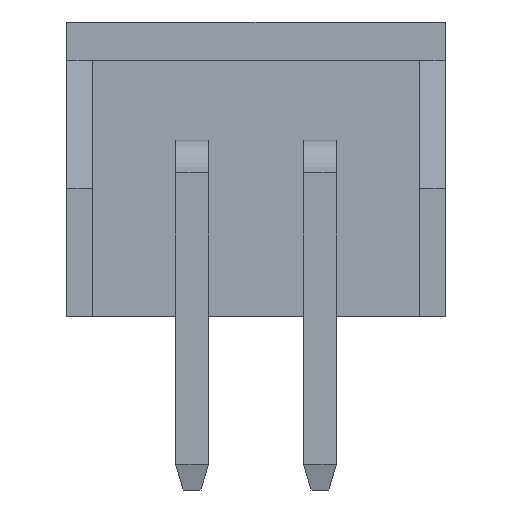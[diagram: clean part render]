
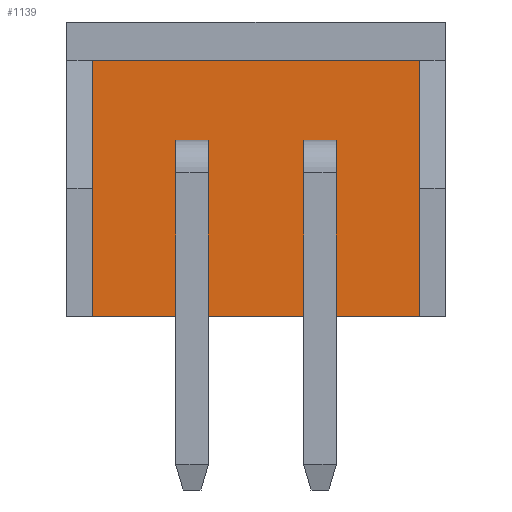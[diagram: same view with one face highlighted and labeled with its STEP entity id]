
A CAD part, front view. The second image highlights one B-rep face of the part: STEP entity #1139.
In plain terms, the highlighted planar face has unit normal (0, -1, 0).
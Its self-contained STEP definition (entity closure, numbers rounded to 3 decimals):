
#980 = VERTEX_POINT('',#981);
#981 = CARTESIAN_POINT('',(-3.2,2.4,0.));
#987 = EDGE_CURVE('',#988,#980,#990,.T.);
#988 = VERTEX_POINT('',#989);
#989 = CARTESIAN_POINT('',(3.2,2.4,0.));
#990 = LINE('',#991,#992);
#991 = CARTESIAN_POINT('',(3.2,2.4,0.));
#992 = VECTOR('',#993,1.);
#993 = DIRECTION('',(-1.,0.,0.));
#1052 = VERTEX_POINT('',#1053);
#1053 = CARTESIAN_POINT('',(3.2,2.4,5.));
#1059 = EDGE_CURVE('',#1052,#1060,#1062,.T.);
#1060 = VERTEX_POINT('',#1061);
#1061 = CARTESIAN_POINT('',(-3.2,2.4,5.));
#1062 = LINE('',#1063,#1064);
#1063 = CARTESIAN_POINT('',(3.2,2.4,5.));
#1064 = VECTOR('',#1065,1.);
#1065 = DIRECTION('',(-1.,0.,0.));
#1139 = ADVANCED_FACE('',(#1140),#1156,.T.);
#1140 = FACE_BOUND('',#1141,.T.);
#1141 = EDGE_LOOP('',(#1142,#1148,#1149,#1155));
#1142 = ORIENTED_EDGE('',*,*,#1143,.T.);
#1143 = EDGE_CURVE('',#988,#1052,#1144,.T.);
#1144 = LINE('',#1145,#1146);
#1145 = CARTESIAN_POINT('',(3.2,2.4,0.));
#1146 = VECTOR('',#1147,1.);
#1147 = DIRECTION('',(0.,0.,1.));
#1148 = ORIENTED_EDGE('',*,*,#1059,.T.);
#1149 = ORIENTED_EDGE('',*,*,#1150,.F.);
#1150 = EDGE_CURVE('',#980,#1060,#1151,.T.);
#1151 = LINE('',#1152,#1153);
#1152 = CARTESIAN_POINT('',(-3.2,2.4,0.));
#1153 = VECTOR('',#1154,1.);
#1154 = DIRECTION('',(0.,0.,1.));
#1155 = ORIENTED_EDGE('',*,*,#987,.F.);
#1156 = PLANE('',#1157);
#1157 = AXIS2_PLACEMENT_3D('',#1158,#1159,#1160);
#1158 = CARTESIAN_POINT('',(3.2,2.4,0.));
#1159 = DIRECTION('',(0.,-1.,0.));
#1160 = DIRECTION('',(-1.,0.,0.));
